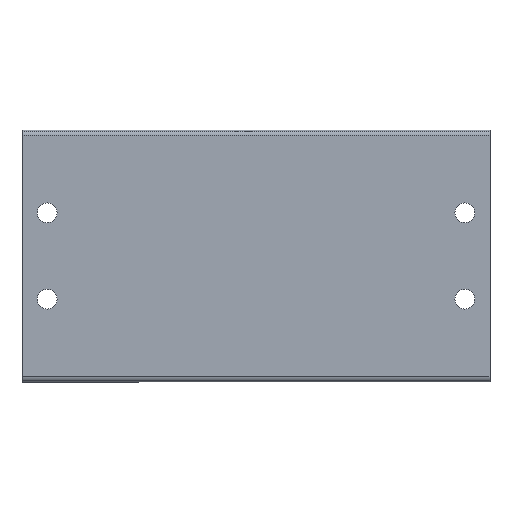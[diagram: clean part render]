
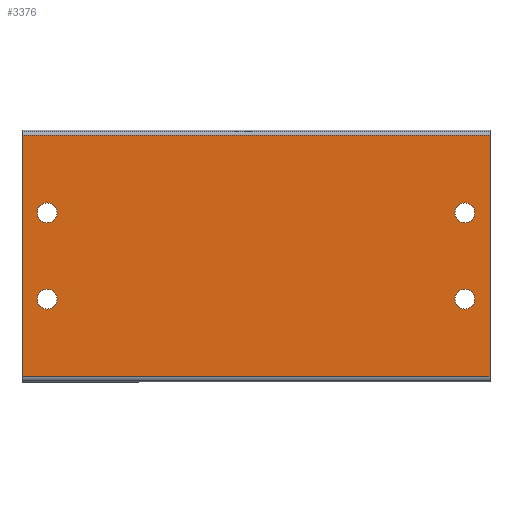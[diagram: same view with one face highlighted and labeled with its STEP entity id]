
A CAD part, front view. The second image highlights one B-rep face of the part: STEP entity #3376.
In plain terms, the highlighted face is planar.
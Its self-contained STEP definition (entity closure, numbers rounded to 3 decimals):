
#141=CARTESIAN_POINT('',(84.25,-17.,-10.0));
#142=VERTEX_POINT('',#141);
#151=CARTESIAN_POINT('',(89.75,-17.,-10.0));
#152=VERTEX_POINT('',#151);
#153=CARTESIAN_POINT('',(87.,-17.,-10.0));
#154=DIRECTION('',(0.0,0.0,1.0));
#155=DIRECTION('',(-1.0,0.0,0.0));
#156=AXIS2_PLACEMENT_3D('',#153,#154,#155);
#157=CIRCLE('',#156,2.75);
#158=EDGE_CURVE('',#152,#142,#157,.T.);
#183=CARTESIAN_POINT('',(-31.75,-17.0,-10.0));
#184=VERTEX_POINT('',#183);
#193=CARTESIAN_POINT('',(-26.25,-17.0,-10.0));
#194=VERTEX_POINT('',#193);
#195=CARTESIAN_POINT('',(-29.,-17.0,-10.0));
#196=DIRECTION('',(0.0,0.0,1.0));
#197=DIRECTION('',(-1.0,0.0,0.0));
#198=AXIS2_PLACEMENT_3D('',#195,#196,#197);
#199=CIRCLE('',#198,2.75);
#200=EDGE_CURVE('',#194,#184,#199,.T.);
#225=CARTESIAN_POINT('',(-31.75,7.,-10.0));
#226=VERTEX_POINT('',#225);
#235=CARTESIAN_POINT('',(-26.25,7.,-10.0));
#236=VERTEX_POINT('',#235);
#237=CARTESIAN_POINT('',(-29.,7.,-10.0));
#238=DIRECTION('',(0.0,0.0,1.0));
#239=DIRECTION('',(-1.0,0.0,0.0));
#240=AXIS2_PLACEMENT_3D('',#237,#238,#239);
#241=CIRCLE('',#240,2.75);
#242=EDGE_CURVE('',#236,#226,#241,.T.);
#267=CARTESIAN_POINT('',(84.25,7.,-10.0));
#268=VERTEX_POINT('',#267);
#277=CARTESIAN_POINT('',(89.75,7.,-10.0));
#278=VERTEX_POINT('',#277);
#279=CARTESIAN_POINT('',(87.,7.,-10.0));
#280=DIRECTION('',(0.0,0.0,1.0));
#281=DIRECTION('',(-1.0,0.0,0.0));
#282=AXIS2_PLACEMENT_3D('',#279,#280,#281);
#283=CIRCLE('',#282,2.75);
#284=EDGE_CURVE('',#278,#268,#283,.T.);
#3129=CARTESIAN_POINT('',(-36.0,-38.5,-10.0));
#3130=VERTEX_POINT('',#3129);
#3138=CARTESIAN_POINT('',(94.,-38.5,-10.0));
#3139=VERTEX_POINT('',#3138);
#3140=CARTESIAN_POINT('',(-36.0,-38.5,-10.0));
#3141=DIRECTION('',(1.0,0.0,0.0));
#3142=VECTOR('',#3141,130.0);
#3143=LINE('',#3140,#3142);
#3144=EDGE_CURVE('',#3130,#3139,#3143,.T.);
#3255=CARTESIAN_POINT('',(94.0,28.5,-10.0));
#3256=VERTEX_POINT('',#3255);
#3264=CARTESIAN_POINT('',(-36.0,28.5,-10.0));
#3265=VERTEX_POINT('',#3264);
#3266=CARTESIAN_POINT('',(94.0,28.5,-10.0));
#3267=DIRECTION('',(-1.0,0.0,0.0));
#3268=VECTOR('',#3267,130.0);
#3269=LINE('',#3266,#3268);
#3270=EDGE_CURVE('',#3256,#3265,#3269,.T.);
#3315=CARTESIAN_POINT('',(29.,-5.,-10.0));
#3316=DIRECTION('',(0.0,0.0,1.0));
#3317=DIRECTION('',(1.0,0.0,0.0));
#3318=AXIS2_PLACEMENT_3D('',#3315,#3316,#3317);
#3319=PLANE('',#3318);
#3320=ORIENTED_EDGE('',*,*,#3270,.F.);
#3321=CARTESIAN_POINT('',(94.,-38.5,-10.0));
#3322=DIRECTION('',(0.0,1.0,0.0));
#3323=VECTOR('',#3322,67.);
#3324=LINE('',#3321,#3323);
#3325=EDGE_CURVE('',#3139,#3256,#3324,.T.);
#3326=ORIENTED_EDGE('',*,*,#3325,.F.);
#3327=ORIENTED_EDGE('',*,*,#3144,.F.);
#3328=CARTESIAN_POINT('',(-36.0,28.5,-10.0));
#3329=DIRECTION('',(0.0,-1.0,0.0));
#3330=VECTOR('',#3329,67.0);
#3331=LINE('',#3328,#3330);
#3332=EDGE_CURVE('',#3265,#3130,#3331,.T.);
#3333=ORIENTED_EDGE('',*,*,#3332,.F.);
#3334=EDGE_LOOP('',(#3320,#3326,#3327,#3333));
#3335=FACE_OUTER_BOUND('',#3334,.T.);
#3336=ORIENTED_EDGE('',*,*,#158,.T.);
#3337=CARTESIAN_POINT('',(87.,-17.,-10.0));
#3338=DIRECTION('',(0.0,0.0,1.0));
#3339=DIRECTION('',(-1.0,0.0,0.0));
#3340=AXIS2_PLACEMENT_3D('',#3337,#3338,#3339);
#3341=CIRCLE('',#3340,2.75);
#3342=EDGE_CURVE('',#142,#152,#3341,.T.);
#3343=ORIENTED_EDGE('',*,*,#3342,.T.);
#3344=EDGE_LOOP('',(#3336,#3343));
#3345=FACE_BOUND('',#3344,.T.);
#3346=ORIENTED_EDGE('',*,*,#200,.T.);
#3347=CARTESIAN_POINT('',(-29.,-17.0,-10.0));
#3348=DIRECTION('',(0.0,0.0,1.0));
#3349=DIRECTION('',(-1.0,0.0,0.0));
#3350=AXIS2_PLACEMENT_3D('',#3347,#3348,#3349);
#3351=CIRCLE('',#3350,2.75);
#3352=EDGE_CURVE('',#184,#194,#3351,.T.);
#3353=ORIENTED_EDGE('',*,*,#3352,.T.);
#3354=EDGE_LOOP('',(#3346,#3353));
#3355=FACE_BOUND('',#3354,.T.);
#3356=ORIENTED_EDGE('',*,*,#242,.T.);
#3357=CARTESIAN_POINT('',(-29.,7.,-10.0));
#3358=DIRECTION('',(0.0,0.0,1.0));
#3359=DIRECTION('',(-1.0,0.0,0.0));
#3360=AXIS2_PLACEMENT_3D('',#3357,#3358,#3359);
#3361=CIRCLE('',#3360,2.75);
#3362=EDGE_CURVE('',#226,#236,#3361,.T.);
#3363=ORIENTED_EDGE('',*,*,#3362,.T.);
#3364=EDGE_LOOP('',(#3356,#3363));
#3365=FACE_BOUND('',#3364,.T.);
#3366=ORIENTED_EDGE('',*,*,#284,.T.);
#3367=CARTESIAN_POINT('',(87.,7.,-10.0));
#3368=DIRECTION('',(0.0,0.0,1.0));
#3369=DIRECTION('',(-1.0,0.0,0.0));
#3370=AXIS2_PLACEMENT_3D('',#3367,#3368,#3369);
#3371=CIRCLE('',#3370,2.75);
#3372=EDGE_CURVE('',#268,#278,#3371,.T.);
#3373=ORIENTED_EDGE('',*,*,#3372,.T.);
#3374=EDGE_LOOP('',(#3366,#3373));
#3375=FACE_BOUND('',#3374,.T.);
#3376=ADVANCED_FACE('',(#3335,#3345,#3355,#3365,#3375),#3319,.F.);
